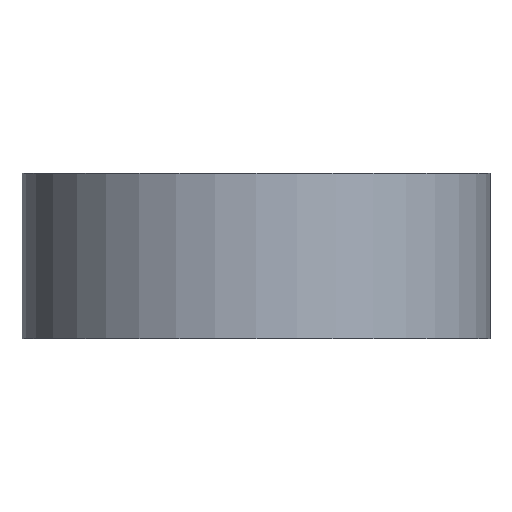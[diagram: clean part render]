
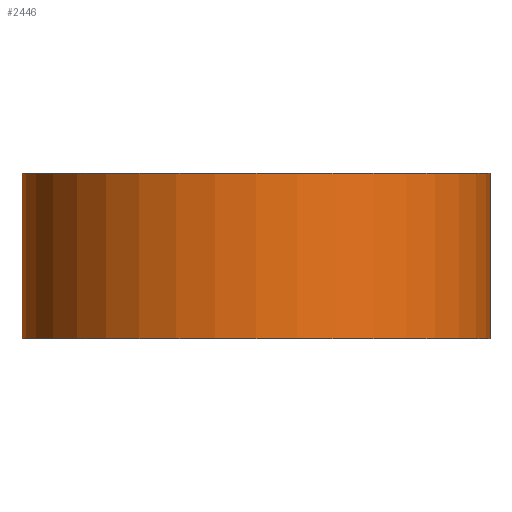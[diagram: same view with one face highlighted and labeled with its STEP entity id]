
A CAD part, front view. The second image highlights one B-rep face of the part: STEP entity #2446.
In plain terms, the highlighted cylindrical face has radius 12.75 mm (diameter 25.5 mm), a partial arc.
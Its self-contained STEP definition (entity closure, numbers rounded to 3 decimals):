
#17 = CYLINDRICAL_SURFACE ( 'NONE', #2143, 12.75 ) ;
#90 = DIRECTION ( 'NONE',  ( 0., 0., -1. ) ) ;
#179 = DIRECTION ( 'NONE',  ( 0., 0., 1. ) ) ;
#294 = VERTEX_POINT ( 'NONE', #808 ) ;
#325 = ORIENTED_EDGE ( 'NONE', *, *, #1766, .F. ) ;
#509 = ORIENTED_EDGE ( 'NONE', *, *, #2493, .T. ) ;
#558 = DIRECTION ( 'NONE',  ( 0., 0., -1. ) ) ;
#681 = DIRECTION ( 'NONE',  ( 1., 0., 0. ) ) ;
#757 = AXIS2_PLACEMENT_3D ( 'NONE', #2685, #3435, #1582 ) ;
#808 = CARTESIAN_POINT ( 'NONE',  ( -12.75, 0., 0. ) ) ;
#862 = VECTOR ( 'NONE', #90, 1000. ) ;
#1040 = VERTEX_POINT ( 'NONE', #3072 ) ;
#1070 = CARTESIAN_POINT ( 'NONE',  ( 0., 0., 9. ) ) ;
#1315 = EDGE_CURVE ( 'NONE', #294, #1040, #3148, .T. ) ;
#1582 = DIRECTION ( 'NONE',  ( 1., 0., 0. ) ) ;
#1610 = DIRECTION ( 'NONE',  ( -1., 0., 0. ) ) ;
#1756 = AXIS2_PLACEMENT_3D ( 'NONE', #3067, #179, #681 ) ;
#1766 = EDGE_CURVE ( 'NONE', #3007, #1040, #1929, .T. ) ;
#1860 = EDGE_LOOP ( 'NONE', ( #325, #2386, #509, #2469 ) ) ;
#1893 = DIRECTION ( 'NONE',  ( 0., 0., -1. ) ) ;
#1929 = LINE ( 'NONE', #3291, #862 ) ;
#1954 = EDGE_CURVE ( 'NONE', #3099, #3007, #3256, .T. ) ;
#2143 = AXIS2_PLACEMENT_3D ( 'NONE', #1070, #558, #1610 ) ;
#2370 = CARTESIAN_POINT ( 'NONE',  ( -12.75, 0., 9. ) ) ;
#2386 = ORIENTED_EDGE ( 'NONE', *, *, #1954, .F. ) ;
#2434 = LINE ( 'NONE', #3215, #2817 ) ;
#2446 = ADVANCED_FACE ( 'NONE', ( #2939 ), #17, .T. ) ;
#2469 = ORIENTED_EDGE ( 'NONE', *, *, #1315, .T. ) ;
#2493 = EDGE_CURVE ( 'NONE', #3099, #294, #2434, .T. ) ;
#2685 = CARTESIAN_POINT ( 'NONE',  ( 0., 0., 0. ) ) ;
#2786 = CARTESIAN_POINT ( 'NONE',  ( 12.75, 0., 9. ) ) ;
#2817 = VECTOR ( 'NONE', #1893, 1000. ) ;
#2939 = FACE_OUTER_BOUND ( 'NONE', #1860, .T. ) ;
#3007 = VERTEX_POINT ( 'NONE', #2786 ) ;
#3067 = CARTESIAN_POINT ( 'NONE',  ( 0., 0., 9. ) ) ;
#3072 = CARTESIAN_POINT ( 'NONE',  ( 12.75, 0., 0. ) ) ;
#3099 = VERTEX_POINT ( 'NONE', #2370 ) ;
#3148 = CIRCLE ( 'NONE', #757, 12.75 ) ;
#3215 = CARTESIAN_POINT ( 'NONE',  ( -12.75, 0., 9. ) ) ;
#3256 = CIRCLE ( 'NONE', #1756, 12.75 ) ;
#3291 = CARTESIAN_POINT ( 'NONE',  ( 12.75, 0., 9. ) ) ;
#3435 = DIRECTION ( 'NONE',  ( 0., 0., 1. ) ) ;
